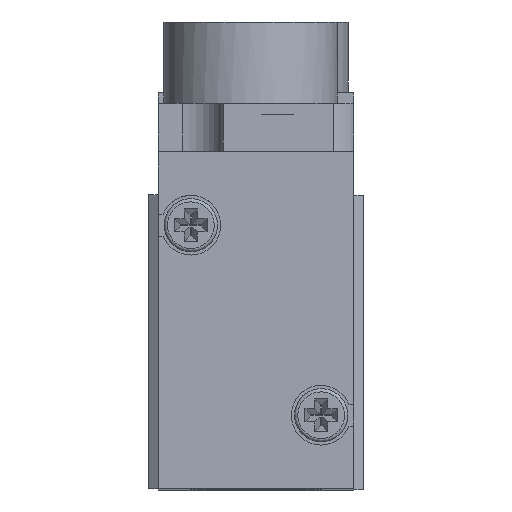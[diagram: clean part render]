
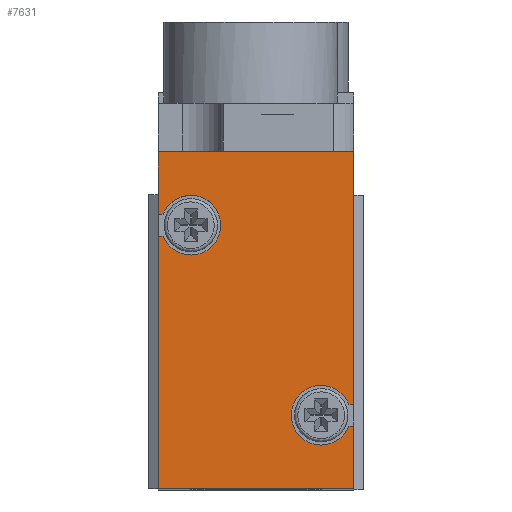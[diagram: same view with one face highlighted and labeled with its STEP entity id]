
A CAD part, top view. The second image highlights one B-rep face of the part: STEP entity #7631.
In plain terms, the highlighted planar face has unit normal (0, 0, 1).
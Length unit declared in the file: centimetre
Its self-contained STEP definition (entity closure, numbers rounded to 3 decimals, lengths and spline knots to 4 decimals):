
#498=CIRCLE($,#8253,0.275);
#500=CIRCLE($,#8258,0.275);
#860=FACE_OUTER_BOUND($,#1341,.T.);
#1341=EDGE_LOOP($,(#6495,#6496,#6497,#6498,#6499,#6500,#6501,#6502,#6503,
#6504,#6505,#6506));
#2016=LINE($,#13856,#2780);
#2017=LINE($,#13857,#2781);
#2018=LINE($,#13859,#2782);
#2019=LINE($,#13861,#2783);
#2020=LINE($,#13863,#2784);
#2021=LINE($,#13865,#2785);
#2022=LINE($,#13867,#2786);
#2023=LINE($,#13871,#2787);
#2024=LINE($,#13873,#2788);
#2025=LINE($,#13874,#2789);
#2780=VECTOR($,#9947,0.575);
#2781=VECTOR($,#9948,0.0438);
#2782=VECTOR($,#9949,0.0438);
#2783=VECTOR($,#9950,2.325);
#2784=VECTOR($,#9951,1.8);
#2785=VECTOR($,#9952,0.575);
#2786=VECTOR($,#9953,0.0438);
#2787=VECTOR($,#9956,0.0438);
#2788=VECTOR($,#9957,2.325);
#2789=VECTOR($,#9958,1.8);
#3580=VERTEX_POINT($,#13833);
#3581=VERTEX_POINT($,#13835);
#3588=VERTEX_POINT($,#13854);
#3589=VERTEX_POINT($,#13855);
#3590=VERTEX_POINT($,#13858);
#3591=VERTEX_POINT($,#13860);
#3592=VERTEX_POINT($,#13862);
#3593=VERTEX_POINT($,#13864);
#3594=VERTEX_POINT($,#13866);
#3595=VERTEX_POINT($,#13868);
#3596=VERTEX_POINT($,#13870);
#3597=VERTEX_POINT($,#13872);
#4583=EDGE_CURVE($,#3580,#3581,#498,.T.);
#4592=EDGE_CURVE($,#3588,#3589,#2016,.T.);
#4593=EDGE_CURVE($,#3588,#3581,#2017,.T.);
#4594=EDGE_CURVE($,#3580,#3590,#2018,.T.);
#4595=EDGE_CURVE($,#3591,#3590,#2019,.T.);
#4596=EDGE_CURVE($,#3592,#3591,#2020,.T.);
#4597=EDGE_CURVE($,#3593,#3592,#2021,.T.);
#4598=EDGE_CURVE($,#3593,#3594,#2022,.T.);
#4599=EDGE_CURVE($,#3595,#3594,#500,.T.);
#4600=EDGE_CURVE($,#3595,#3596,#2023,.T.);
#4601=EDGE_CURVE($,#3597,#3596,#2024,.T.);
#4602=EDGE_CURVE($,#3589,#3597,#2025,.T.);
#6495=ORIENTED_EDGE($,*,*,#4592,.F.);
#6496=ORIENTED_EDGE($,*,*,#4593,.T.);
#6497=ORIENTED_EDGE($,*,*,#4583,.F.);
#6498=ORIENTED_EDGE($,*,*,#4594,.T.);
#6499=ORIENTED_EDGE($,*,*,#4595,.F.);
#6500=ORIENTED_EDGE($,*,*,#4596,.F.);
#6501=ORIENTED_EDGE($,*,*,#4597,.F.);
#6502=ORIENTED_EDGE($,*,*,#4598,.T.);
#6503=ORIENTED_EDGE($,*,*,#4599,.F.);
#6504=ORIENTED_EDGE($,*,*,#4600,.T.);
#6505=ORIENTED_EDGE($,*,*,#4601,.F.);
#6506=ORIENTED_EDGE($,*,*,#4602,.F.);
#7228=PLANE($,#8257);
#7631=ADVANCED_FACE($,(#860),#7228,.T.);
#8253=AXIS2_PLACEMENT_3D($,#13836,#9930,#9931);
#8257=AXIS2_PLACEMENT_3D($,#13853,#9945,#9946);
#8258=AXIS2_PLACEMENT_3D($,#13869,#9954,#9955);
#9930=DIRECTION('center_axis',(0.,0.,
1.));
#9931=DIRECTION('ref_axis',(1.,0.,0.));
#9945=DIRECTION('center_axis',(0.,0.,
1.));
#9946=DIRECTION('ref_axis',(1.,0.,0.));
#9947=DIRECTION($,(0.,1.,0.));
#9948=DIRECTION($,(1.,0.,0.));
#9949=DIRECTION($,(-1.,0.,0.));
#9950=DIRECTION($,(0.,1.,0.));
#9951=DIRECTION($,(-1.,0.,0.));
#9952=DIRECTION($,(0.,-1.,0.));
#9953=DIRECTION($,(-1.,0.,0.));
#9954=DIRECTION('center_axis',(0.,0.,
1.));
#9955=DIRECTION('ref_axis',(1.,0.,0.));
#9956=DIRECTION($,(1.,0.,0.));
#9957=DIRECTION($,(0.,-1.,0.));
#9958=DIRECTION($,(1.,0.,0.));
#13833=CARTESIAN_POINT('',(-0.8562,0.775,1.15));
#13835=CARTESIAN_POINT('',(-0.8562,0.975,1.15));
#13836=CARTESIAN_POINT('Origin',(-0.6,0.875,1.15));
#13853=CARTESIAN_POINT('Origin',(-0.9,1.55,1.15));
#13854=CARTESIAN_POINT('',(-0.9,0.975,1.15));
#13855=CARTESIAN_POINT('',(-0.9,1.55,1.15));
#13856=CARTESIAN_POINT($,(-0.9,-1.55,1.15));
#13857=CARTESIAN_POINT($,(-0.9,0.975,1.15));
#13858=CARTESIAN_POINT('',(-0.9,0.775,1.15));
#13859=CARTESIAN_POINT($,(-0.9,0.775,1.15));
#13860=CARTESIAN_POINT('',(-0.9,-1.55,1.15));
#13861=CARTESIAN_POINT($,(-0.9,-1.55,1.15));
#13862=CARTESIAN_POINT('',(0.9,-1.55,1.15));
#13863=CARTESIAN_POINT($,(0.9,-1.55,1.15));
#13864=CARTESIAN_POINT('',(0.9,-0.975,1.15));
#13865=CARTESIAN_POINT($,(0.9,-1.55,1.15));
#13866=CARTESIAN_POINT('',(0.8562,-0.975,1.15));
#13867=CARTESIAN_POINT($,(-0.9,-0.975,1.15));
#13868=CARTESIAN_POINT('',(0.8562,-0.775,1.15));
#13869=CARTESIAN_POINT('Origin',(0.6,-0.875,1.15));
#13870=CARTESIAN_POINT('',(0.9,-0.775,1.15));
#13871=CARTESIAN_POINT($,(-0.9,-0.775,1.15));
#13872=CARTESIAN_POINT('',(0.9,1.55,1.15));
#13873=CARTESIAN_POINT($,(0.9,-1.55,1.15));
#13874=CARTESIAN_POINT($,(0.9,1.55,1.15));
